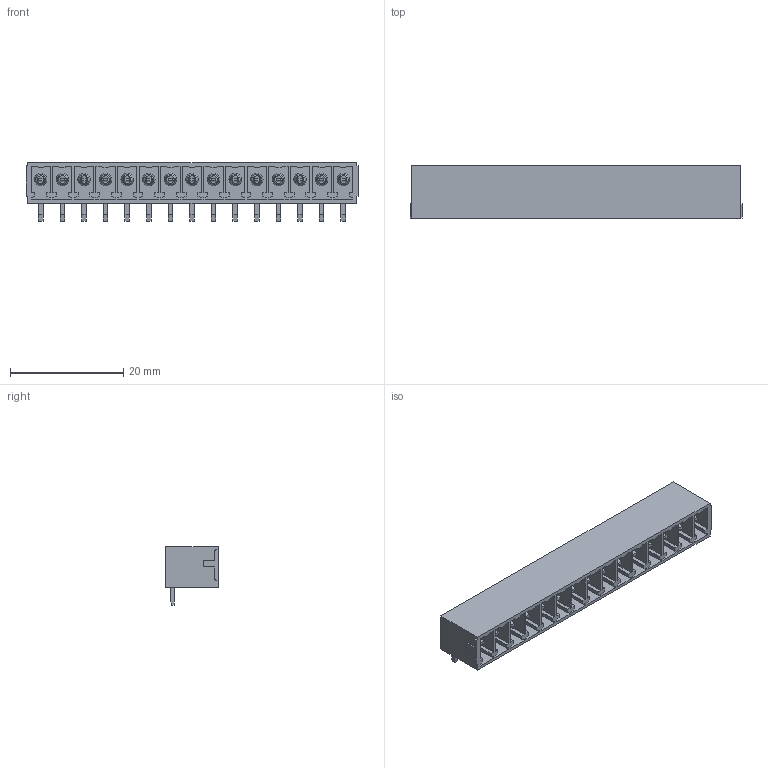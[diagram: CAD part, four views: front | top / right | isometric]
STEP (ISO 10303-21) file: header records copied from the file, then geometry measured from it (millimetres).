
FILE_DESCRIPTION(('CATIA V5 STEP Exchange','CAx-IF Rec.Pracs.--- Model Styling and Organization---1.2---2011-12-15'),'2;1');
FILE_NAME ('D1447420_0', '2018-10-12T03:07:24+00:00', ('none'), ('Weidmueller'), 'CATIA Version 5-6 Release 2014', 'CATIA V5 STEP AP214', 'none');
FILE_SCHEMA(('AUTOMOTIVE_DESIGN { 1 0 10303 214 1 1 1 1 }'));
Length unit declared in the file: millimetre
Products named in the file (1): 1037640000
Bounding box: 58.54 x 9.2 x 10.3 mm (x, y, z)
Volume: 1609 mm3; surface area: 5483 mm2
Topology: 16 solids, 16 shells, 979 faces, 2721 edges, 1804 vertices
Faces by surface type: plane 866, cylinder 53, cone 30, torus 30
Entity records: 28824 total; most frequent: ORIENTED_EDGE 5442, CARTESIAN_POINT 5132, DIRECTION 3933, EDGE_CURVE 2721, VECTOR 2495, LINE 2495, VERTEX_POINT 1804, EDGE_LOOP 1039
